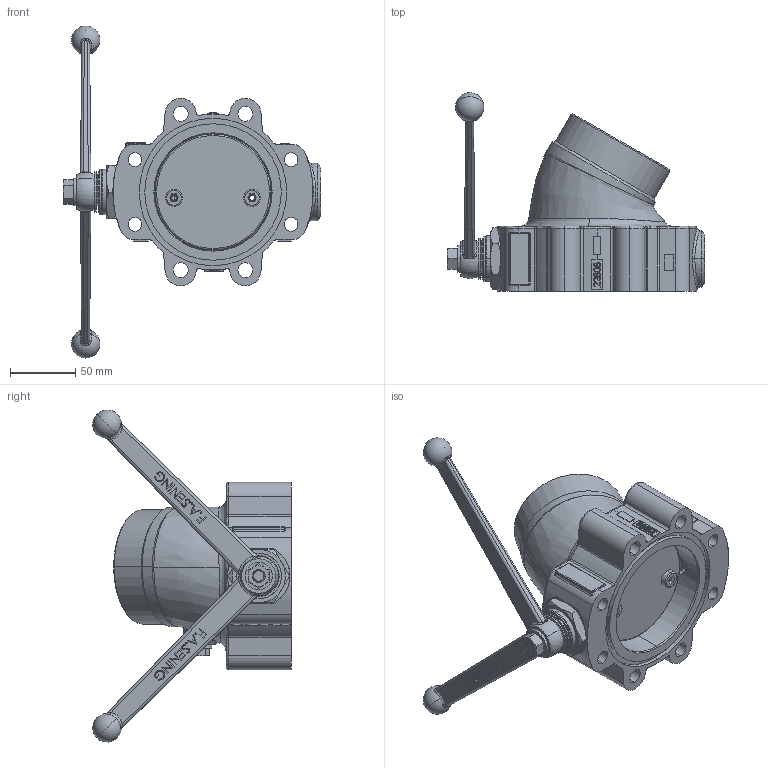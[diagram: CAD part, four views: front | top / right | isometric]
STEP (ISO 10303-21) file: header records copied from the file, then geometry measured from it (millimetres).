
FILE_DESCRIPTION (( 'STEP AP214' ), '1' );
FILE_NAME ('LADO-3_22807.STEP', '2012-09-25T13:06:20', ( 'Admin2' ), ( '' ), 'SwSTEP 2.0', 'SolidWorks 2010', '' );
FILE_SCHEMA (( 'AUTOMOTIVE_DESIGN' ));
Length unit declared in the file: millimetre
Products named in the file (1): LADO-3_22807
Bounding box: 198.32 x 152.57 x 255.29 mm (x, y, z)
Surface area: 155705.5 mm2 (no closed solid volume)
Topology: 0 solids, 23 shells, 862 faces, 2486 edges, 1616 vertices
Faces by surface type: plane 355, bspline 221, cylinder 157, torus 73, cone 46, sphere 10
Entity records: 59351 total; most frequent: CARTESIAN_POINT 30541, ORIENTED_EDGE 4456, DIRECTION 3781, EDGE_CURVE 2454, VERTEX_POINT 1604, VECTOR 1263, LINE 1263, AXIS2_PLACEMENT_3D 1259
